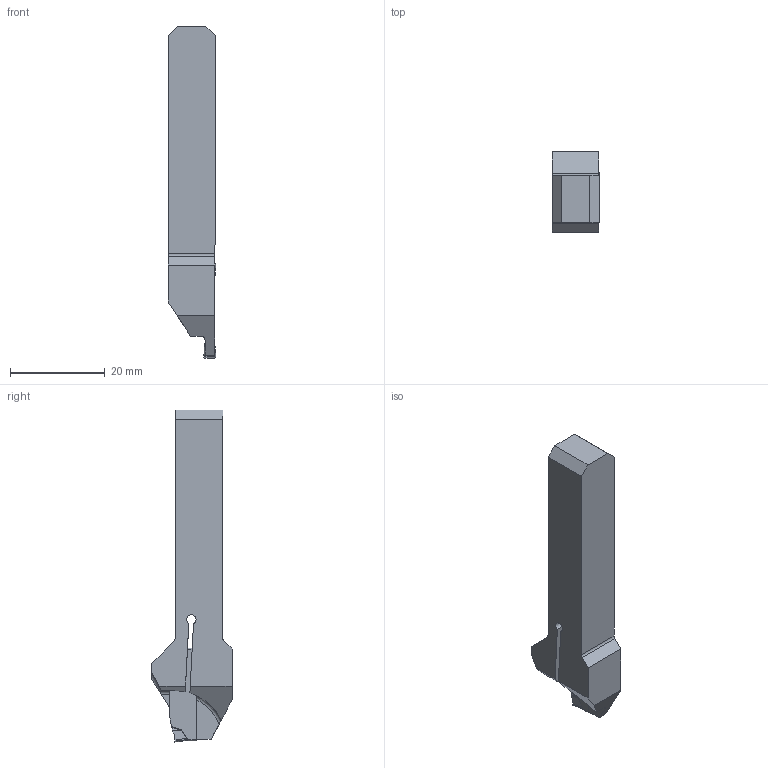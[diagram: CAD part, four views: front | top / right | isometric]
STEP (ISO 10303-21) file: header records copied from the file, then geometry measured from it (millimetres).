
FILE_DESCRIPTION(/* description */ (''),/* implementation_level */ '2;1');
FILE_NAME(/* name */ 'TOOLASSEMBLY_1.STP',/* time_stamp */ '2022-11-20T09:48:49+01:00',/* author */ (''),/* organization */ ('SMS'),/* preprocessor_version */ 'ST-DEVELOPER v16.7',/* originating_system */ 'SIEMENS PLM Software NX 12.0',/* authorisation */ '');
FILE_SCHEMA (('AUTOMOTIVE_DESIGN { 1 0 10303 214 3 1 1 1 }'));
Length unit declared in the file: millimetre
Products named in the file (4): ASSEMBLY_CONSTRUCTION; CUT_20221120094756; NOCUT_20221120094724; TOOLASSEMBLY_1
Assembly tree (3 placements, depth 2):
  TOOLASSEMBLY_1
    NOCUT_20221120094724
    CUT_20221120094756
    ASSEMBLY_CONSTRUCTION
Bounding box: 10 x 16.93 x 70 mm (x, y, z)
Volume: 6528.2 mm3; surface area: 3492.4 mm2
Topology: 2 solids, 2 shells, 117 faces, 310 edges, 201 vertices
Faces by surface type: plane 59, bspline 32, cylinder 25, torus 1
Entity records: 4638 total; most frequent: CARTESIAN_POINT 1825, ORIENTED_EDGE 618, DIRECTION 489, EDGE_CURVE 309, VERTEX_POINT 196, LINE 173, VECTOR 173, AXIS2_PLACEMENT_3D 158
